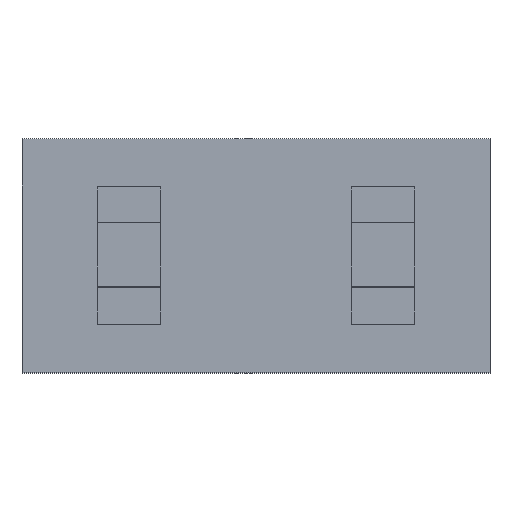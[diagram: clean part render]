
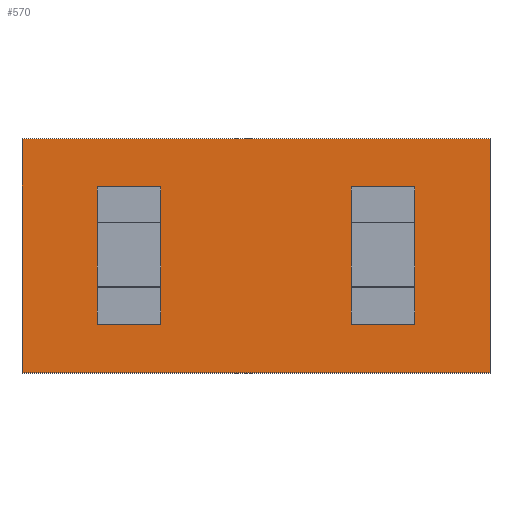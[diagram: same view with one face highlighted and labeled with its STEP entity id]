
A CAD part, top view. The second image highlights one B-rep face of the part: STEP entity #570.
In plain terms, the highlighted planar face has unit normal (0, 0, 1).
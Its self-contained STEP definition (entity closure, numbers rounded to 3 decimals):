
#72=DIRECTION('',(1.,0.,0.));
#73=VECTOR('',#72,4.674);
#74=CARTESIAN_POINT('',(-2.337,-1.168,0.));
#75=LINE('',#74,#73);
#88=DIRECTION('',(0.,1.,0.));
#89=VECTOR('',#88,2.337);
#90=CARTESIAN_POINT('',(-2.337,-1.168,0.));
#91=LINE('',#90,#89);
#92=DIRECTION('',(0.,1.,0.));
#93=VECTOR('',#92,1.372);
#94=CARTESIAN_POINT('',(-1.588,-0.686,0.));
#95=LINE('',#94,#93);
#96=DIRECTION('',(1.,0.,0.));
#97=VECTOR('',#96,0.635);
#98=CARTESIAN_POINT('',(-1.588,-0.686,0.));
#99=LINE('',#98,#97);
#100=DIRECTION('',(0.,1.,0.));
#101=VECTOR('',#100,1.372);
#102=CARTESIAN_POINT('',(-0.953,-0.686,0.));
#103=LINE('',#102,#101);
#104=DIRECTION('',(1.,0.,0.));
#105=VECTOR('',#104,0.635);
#106=CARTESIAN_POINT('',(-1.588,0.686,0.));
#107=LINE('',#106,#105);
#108=DIRECTION('',(0.,1.,0.));
#109=VECTOR('',#108,1.372);
#110=CARTESIAN_POINT('',(0.953,-0.686,0.));
#111=LINE('',#110,#109);
#112=DIRECTION('',(1.,0.,0.));
#113=VECTOR('',#112,0.635);
#114=CARTESIAN_POINT('',(0.953,-0.686,0.));
#115=LINE('',#114,#113);
#116=DIRECTION('',(0.,1.,0.));
#117=VECTOR('',#116,1.372);
#118=CARTESIAN_POINT('',(1.588,-0.686,0.));
#119=LINE('',#118,#117);
#120=DIRECTION('',(1.,0.,0.));
#121=VECTOR('',#120,0.635);
#122=CARTESIAN_POINT('',(0.953,0.686,0.));
#123=LINE('',#122,#121);
#164=DIRECTION('',(0.,1.,0.));
#165=VECTOR('',#164,2.337);
#166=CARTESIAN_POINT('',(2.337,-1.168,0.));
#167=LINE('',#166,#165);
#168=DIRECTION('',(1.,0.,0.));
#169=VECTOR('',#168,4.674);
#170=CARTESIAN_POINT('',(-2.337,1.168,0.));
#171=LINE('',#170,#169);
#408=CARTESIAN_POINT('',(-2.337,-1.168,0.));
#409=CARTESIAN_POINT('',(2.337,-1.168,0.));
#410=VERTEX_POINT('',#408);
#411=VERTEX_POINT('',#409);
#416=CARTESIAN_POINT('',(-2.337,1.168,0.));
#417=CARTESIAN_POINT('',(2.337,1.168,0.));
#418=VERTEX_POINT('',#416);
#419=VERTEX_POINT('',#417);
#456=CARTESIAN_POINT('',(-1.588,-0.686,0.));
#457=CARTESIAN_POINT('',(-1.588,0.686,0.));
#458=VERTEX_POINT('',#456);
#459=VERTEX_POINT('',#457);
#460=CARTESIAN_POINT('',(-0.953,-0.686,0.));
#461=CARTESIAN_POINT('',(-0.953,0.686,0.));
#462=VERTEX_POINT('',#460);
#463=VERTEX_POINT('',#461);
#504=CARTESIAN_POINT('',(0.953,-0.686,0.));
#505=CARTESIAN_POINT('',(0.953,0.686,0.));
#506=VERTEX_POINT('',#504);
#507=VERTEX_POINT('',#505);
#508=CARTESIAN_POINT('',(1.588,-0.686,0.));
#509=CARTESIAN_POINT('',(1.588,0.686,0.));
#510=VERTEX_POINT('',#508);
#511=VERTEX_POINT('',#509);
#536=CARTESIAN_POINT('',(-2.337,-1.168,0.));
#537=DIRECTION('',(0.,0.,1.));
#538=DIRECTION('',(1.,0.,0.));
#539=AXIS2_PLACEMENT_3D('',#536,#537,#538);
#540=PLANE('',#539);
#541=ORIENTED_EDGE('',*,*,#525,.F.);
#543=ORIENTED_EDGE('',*,*,#542,.T.);
#545=ORIENTED_EDGE('',*,*,#544,.T.);
#547=ORIENTED_EDGE('',*,*,#546,.F.);
#548=EDGE_LOOP('',(#541,#543,#545,#547));
#549=FACE_OUTER_BOUND('',#548,.F.);
#551=ORIENTED_EDGE('',*,*,#550,.F.);
#553=ORIENTED_EDGE('',*,*,#552,.T.);
#555=ORIENTED_EDGE('',*,*,#554,.T.);
#557=ORIENTED_EDGE('',*,*,#556,.F.);
#558=EDGE_LOOP('',(#551,#553,#555,#557));
#559=FACE_BOUND('',#558,.F.);
#561=ORIENTED_EDGE('',*,*,#560,.F.);
#563=ORIENTED_EDGE('',*,*,#562,.T.);
#565=ORIENTED_EDGE('',*,*,#564,.T.);
#567=ORIENTED_EDGE('',*,*,#566,.F.);
#568=EDGE_LOOP('',(#561,#563,#565,#567));
#569=FACE_BOUND('',#568,.F.);
#570=ADVANCED_FACE('',(#549,#559,#569),#540,.T.);
#525=EDGE_CURVE('',#410,#411,#75,.T.);
#542=EDGE_CURVE('',#410,#418,#91,.T.);
#544=EDGE_CURVE('',#418,#419,#171,.T.);
#546=EDGE_CURVE('',#411,#419,#167,.T.);
#550=EDGE_CURVE('',#458,#459,#95,.T.);
#552=EDGE_CURVE('',#458,#462,#99,.T.);
#554=EDGE_CURVE('',#462,#463,#103,.T.);
#556=EDGE_CURVE('',#459,#463,#107,.T.);
#560=EDGE_CURVE('',#506,#507,#111,.T.);
#562=EDGE_CURVE('',#506,#510,#115,.T.);
#564=EDGE_CURVE('',#510,#511,#119,.T.);
#566=EDGE_CURVE('',#507,#511,#123,.T.);
